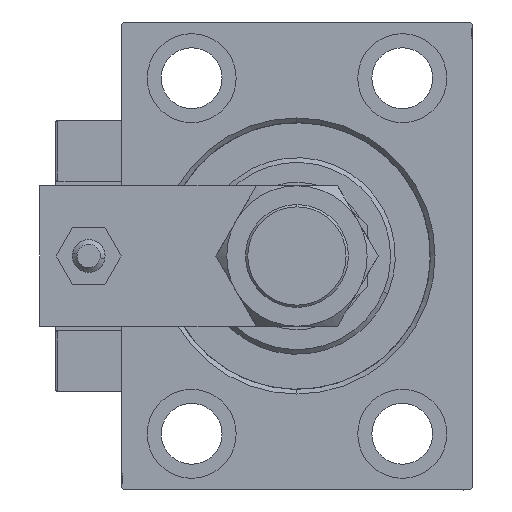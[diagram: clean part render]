
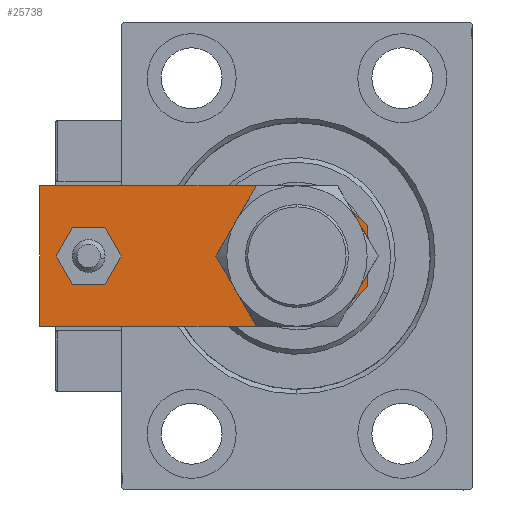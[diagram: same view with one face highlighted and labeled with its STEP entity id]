
A CAD part, left-side view. The second image highlights one B-rep face of the part: STEP entity #25738.
In plain terms, the highlighted face is planar.
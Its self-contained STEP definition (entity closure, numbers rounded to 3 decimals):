
#557 = VERTEX_POINT ( 'NONE', #7392 ) ;
#981 = CIRCLE ( 'NONE', #37619, 4. ) ;
#2242 = EDGE_CURVE ( 'NONE', #6808, #18068, #41849, .T. ) ;
#2692 = VERTEX_POINT ( 'NONE', #5505 ) ;
#2867 = EDGE_CURVE ( 'NONE', #44221, #13815, #45815, .T. ) ;
#2990 = DIRECTION ( 'NONE',  ( 0.707, -0.707, 0. ) ) ;
#3034 = CARTESIAN_POINT ( 'NONE',  ( -15., 70., 8. ) ) ;
#3367 = DIRECTION ( 'NONE',  ( 0., 0., 1. ) ) ;
#4697 = CARTESIAN_POINT ( 'NONE',  ( -10., 15., 8. ) ) ;
#5309 = CARTESIAN_POINT ( 'NONE',  ( 3.25, -3.25, 8. ) ) ;
#5505 = CARTESIAN_POINT ( 'NONE',  ( -15., 70., 8. ) ) ;
#6808 = VERTEX_POINT ( 'NONE', #39536 ) ;
#7392 = CARTESIAN_POINT ( 'NONE',  ( 10., 15., 8. ) ) ;
#7567 = CARTESIAN_POINT ( 'NONE',  ( 15., 70., 8. ) ) ;
#8408 = EDGE_CURVE ( 'NONE', #14884, #6808, #41961, .T. ) ;
#8481 = EDGE_CURVE ( 'NONE', #15696, #14884, #35537, .T. ) ;
#8887 = DIRECTION ( 'NONE',  ( 0., 0., 1. ) ) ;
#11081 = VECTOR ( 'NONE', #2990, 1000. ) ;
#11274 = LINE ( 'NONE', #3034, #46972 ) ;
#11642 = FACE_OUTER_BOUND ( 'NONE', #16607, .T. ) ;
#11815 = ORIENTED_EDGE ( 'NONE', *, *, #2867, .F. ) ;
#12701 = FACE_BOUND ( 'NONE', #48124, .T. ) ;
#13815 = VERTEX_POINT ( 'NONE', #18513 ) ;
#13936 = DIRECTION ( 'NONE',  ( 1., 0., 0. ) ) ;
#13967 = CARTESIAN_POINT ( 'NONE',  ( 4., 59.5, 8. ) ) ;
#14019 = ORIENTED_EDGE ( 'NONE', *, *, #15586, .T. ) ;
#14377 = EDGE_CURVE ( 'NONE', #13815, #44221, #981, .T. ) ;
#14788 = EDGE_CURVE ( 'NONE', #2692, #15696, #11274, .T. ) ;
#14884 = VERTEX_POINT ( 'NONE', #27560 ) ;
#15314 = EDGE_LOOP ( 'NONE', ( #32933, #31869 ) ) ;
#15466 = VECTOR ( 'NONE', #36120, 1000. ) ;
#15586 = EDGE_CURVE ( 'NONE', #17107, #2692, #44112, .T. ) ;
#15696 = VERTEX_POINT ( 'NONE', #43007 ) ;
#15887 = CARTESIAN_POINT ( 'NONE',  ( 0., 59.5, 8. ) ) ;
#15921 = PLANE ( 'NONE',  #41322 ) ;
#16176 = DIRECTION ( 'NONE',  ( 0., 0., 1. ) ) ;
#16607 = EDGE_LOOP ( 'NONE', ( #47286, #22392, #51216, #28874, #30290, #14019 ) ) ;
#17107 = VERTEX_POINT ( 'NONE', #48804 ) ;
#17379 = DIRECTION ( 'NONE',  ( 0., 1., 0. ) ) ;
#17908 = LINE ( 'NONE', #50189, #21011 ) ;
#18068 = VERTEX_POINT ( 'NONE', #48553 ) ;
#18513 = CARTESIAN_POINT ( 'NONE',  ( -4., 59.5, 8. ) ) ;
#19635 = VECTOR ( 'NONE', #13936, 1000. ) ;
#19928 = DIRECTION ( 'NONE',  ( 1., 0., 0. ) ) ;
#20168 = AXIS2_PLACEMENT_3D ( 'NONE', #45431, #8887, #37450 ) ;
#21011 = VECTOR ( 'NONE', #17379, 1000. ) ;
#21572 = DIRECTION ( 'NONE',  ( 0.707, 0.707, 0. ) ) ;
#22392 = ORIENTED_EDGE ( 'NONE', *, *, #8481, .T. ) ;
#22489 = VERTEX_POINT ( 'NONE', #4697 ) ;
#24156 = DIRECTION ( 'NONE',  ( 1., 0., 0. ) ) ;
#25738 = ADVANCED_FACE ( 'NONE', ( #12701, #11642, #31945 ), #15921, .T. ) ;
#27560 = CARTESIAN_POINT ( 'NONE',  ( -6.5, 0., 8. ) ) ;
#27610 = DIRECTION ( 'NONE',  ( 1., 0., 0. ) ) ;
#28491 = AXIS2_PLACEMENT_3D ( 'NONE', #30982, #47489, #47232 ) ;
#28874 = ORIENTED_EDGE ( 'NONE', *, *, #2242, .T. ) ;
#30290 = ORIENTED_EDGE ( 'NONE', *, *, #39101, .T. ) ;
#30610 = EDGE_CURVE ( 'NONE', #557, #22489, #38696, .T. ) ;
#30982 = CARTESIAN_POINT ( 'NONE',  ( 0., 15., 8. ) ) ;
#31308 = DIRECTION ( 'NONE',  ( 0., -1., 0. ) ) ;
#31869 = ORIENTED_EDGE ( 'NONE', *, *, #30610, .F. ) ;
#31945 = FACE_BOUND ( 'NONE', #15314, .T. ) ;
#32933 = ORIENTED_EDGE ( 'NONE', *, *, #39566, .F. ) ;
#34762 = CARTESIAN_POINT ( 'NONE',  ( -15., 0., 8. ) ) ;
#35528 = CIRCLE ( 'NONE', #20168, 10. ) ;
#35537 = LINE ( 'NONE', #48057, #11081 ) ;
#36120 = DIRECTION ( 'NONE',  ( -1., 0., 0. ) ) ;
#37450 = DIRECTION ( 'NONE',  ( 1., 0., 0. ) ) ;
#37619 = AXIS2_PLACEMENT_3D ( 'NONE', #15887, #3367, #24156 ) ;
#38696 = CIRCLE ( 'NONE', #28491, 10. ) ;
#39101 = EDGE_CURVE ( 'NONE', #18068, #17107, #17908, .T. ) ;
#39363 = CARTESIAN_POINT ( 'NONE',  ( 0., 59.5, 8. ) ) ;
#39536 = CARTESIAN_POINT ( 'NONE',  ( 6.5, 0., 8. ) ) ;
#39566 = EDGE_CURVE ( 'NONE', #22489, #557, #35528, .T. ) ;
#40724 = CARTESIAN_POINT ( 'NONE',  ( 0., 0., 8. ) ) ;
#41322 = AXIS2_PLACEMENT_3D ( 'NONE', #40724, #16176, #19928 ) ;
#41849 = LINE ( 'NONE', #5309, #51278 ) ;
#41961 = LINE ( 'NONE', #34762, #19635 ) ;
#43007 = CARTESIAN_POINT ( 'NONE',  ( -15., 8.5, 8. ) ) ;
#43037 = ORIENTED_EDGE ( 'NONE', *, *, #14377, .F. ) ;
#43274 = AXIS2_PLACEMENT_3D ( 'NONE', #39363, #51621, #27610 ) ;
#44112 = LINE ( 'NONE', #7567, #15466 ) ;
#44221 = VERTEX_POINT ( 'NONE', #13967 ) ;
#45431 = CARTESIAN_POINT ( 'NONE',  ( 0., 15., 8. ) ) ;
#45815 = CIRCLE ( 'NONE', #43274, 4. ) ;
#46972 = VECTOR ( 'NONE', #31308, 1000. ) ;
#47232 = DIRECTION ( 'NONE',  ( 1., 0., 0. ) ) ;
#47286 = ORIENTED_EDGE ( 'NONE', *, *, #14788, .T. ) ;
#47489 = DIRECTION ( 'NONE',  ( 0., 0., 1. ) ) ;
#48057 = CARTESIAN_POINT ( 'NONE',  ( -3.25, -3.25, 8. ) ) ;
#48124 = EDGE_LOOP ( 'NONE', ( #43037, #11815 ) ) ;
#48553 = CARTESIAN_POINT ( 'NONE',  ( 15., 8.5, 8. ) ) ;
#48804 = CARTESIAN_POINT ( 'NONE',  ( 15., 70., 8. ) ) ;
#50189 = CARTESIAN_POINT ( 'NONE',  ( 15., 0., 8. ) ) ;
#51216 = ORIENTED_EDGE ( 'NONE', *, *, #8408, .T. ) ;
#51278 = VECTOR ( 'NONE', #21572, 1000. ) ;
#51621 = DIRECTION ( 'NONE',  ( 0., 0., 1. ) ) ;
